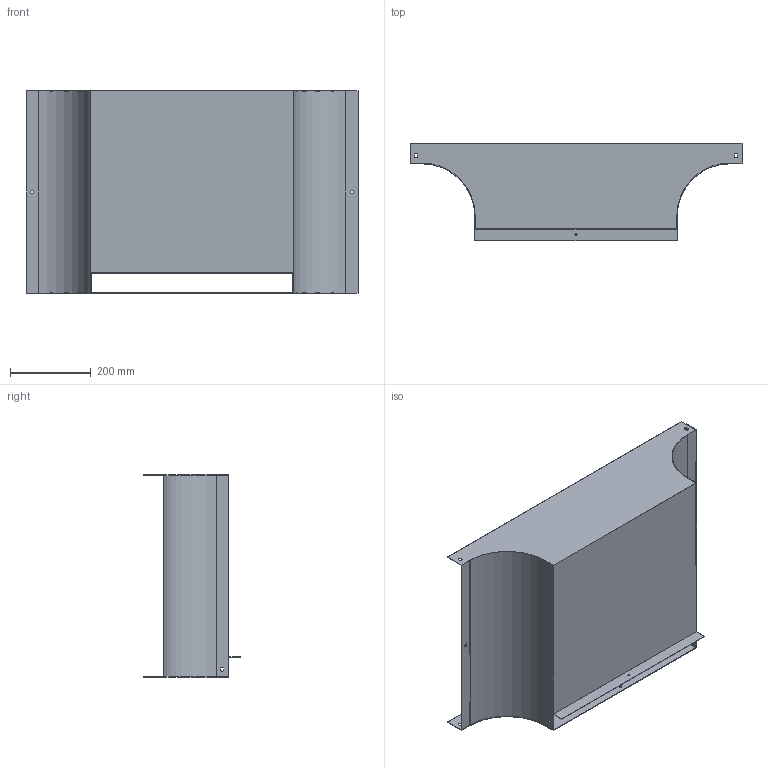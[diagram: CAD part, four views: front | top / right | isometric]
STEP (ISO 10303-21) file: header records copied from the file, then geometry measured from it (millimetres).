
FILE_DESCRIPTION (( 'STEP AP203' ), '1' );
FILE_NAME ('Îòâåòâèòåëü Ò-îáðàçíûé âåðòèêàëüíûé áîêîâîé TDS_37587.STEP', '2012-11-09T08:50:01', ( 'Àñååâ' ), ( '' ), 'SwSTEP 2.0', 'SolidWorks 2012', '' );
FILE_SCHEMA (( 'CONFIG_CONTROL_DESIGN' ));
Length unit declared in the file: millimetre
Products named in the file (1): Îòâåòâèòåëü Ò-îáðàçíûé âåðòèêàëüíûé  áîêîâîé TDS_37587
Bounding box: 820 x 240 x 500 mm (x, y, z)
Volume: 759918.4 mm3; surface area: 1524086 mm2
Topology: 1 solids, 1 shells, 54 faces, 162 edges, 108 vertices
Faces by surface type: plane 34, cylinder 20
Full cylindrical faces by diameter (mm): 5 x1, 7 x3
Entity records: 1909 total; most frequent: CARTESIAN_POINT 317, ORIENTED_EDGE 312, DIRECTION 306, EDGE_CURVE 156, LINE 116, VECTOR 116, VERTEX_POINT 106, AXIS2_PLACEMENT_3D 95
